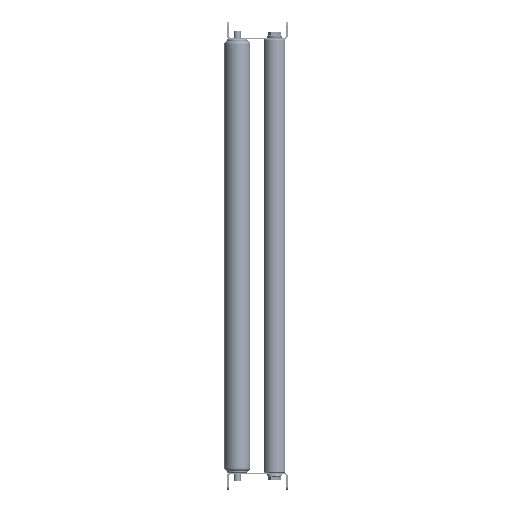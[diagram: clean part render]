
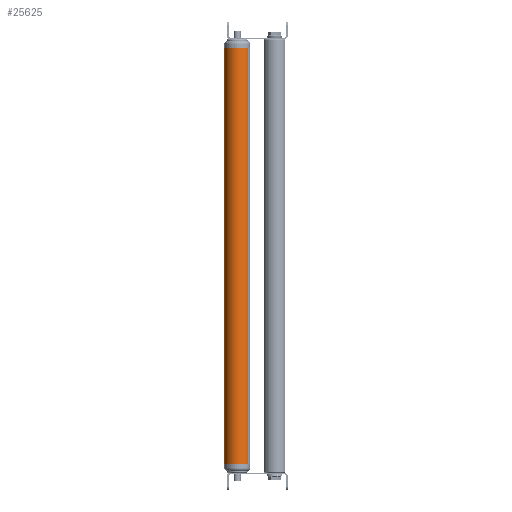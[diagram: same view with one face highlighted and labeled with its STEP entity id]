
A CAD part, left-side view. The second image highlights one B-rep face of the part: STEP entity #25625.
In plain terms, the highlighted cylindrical face has radius 15 mm (diameter 30 mm), a partial arc.
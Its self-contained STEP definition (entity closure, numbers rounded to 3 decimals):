
#2877 = DIRECTION ( 'NONE',  ( 0., 0., -1. ) ) ;
#3606 = EDGE_LOOP ( 'NONE', ( #11875, #15251, #46848, #36809 ) ) ;
#4691 = DIRECTION ( 'NONE',  ( -1., 0., 0. ) ) ;
#5728 = CIRCLE ( 'NONE', #11976, 15. ) ;
#7626 = VERTEX_POINT ( 'NONE', #10115 ) ;
#9247 = DIRECTION ( 'NONE',  ( 0., 0., -1. ) ) ;
#10115 = CARTESIAN_POINT ( 'NONE',  ( 0., 0., 15. ) ) ;
#10558 = AXIS2_PLACEMENT_3D ( 'NONE', #15586, #37652, #14654 ) ;
#10846 = AXIS2_PLACEMENT_3D ( 'NONE', #17048, #13390, #9247 ) ;
#11875 = ORIENTED_EDGE ( 'NONE', *, *, #14064, .F. ) ;
#11976 = AXIS2_PLACEMENT_3D ( 'NONE', #43957, #32485, #2877 ) ;
#12813 = LINE ( 'NONE', #38272, #23361 ) ;
#13010 = CARTESIAN_POINT ( 'NONE',  ( 480., 0., 15. ) ) ;
#13390 = DIRECTION ( 'NONE',  ( 1., 0., 0. ) ) ;
#13521 = CARTESIAN_POINT ( 'NONE',  ( 480., 0., -15. ) ) ;
#14064 = EDGE_CURVE ( 'NONE', #40702, #24700, #5728, .T. ) ;
#14654 = DIRECTION ( 'NONE',  ( 0., 0., 1. ) ) ;
#15251 = ORIENTED_EDGE ( 'NONE', *, *, #37932, .T. ) ;
#15586 = CARTESIAN_POINT ( 'NONE',  ( 480., 0., 0. ) ) ;
#17048 = CARTESIAN_POINT ( 'NONE',  ( 0., 0., 0. ) ) ;
#19255 = FACE_OUTER_BOUND ( 'NONE', #3606, .T. ) ;
#19352 = EDGE_CURVE ( 'NONE', #44860, #7626, #31924, .T. ) ;
#23361 = VECTOR ( 'NONE', #41434, 1000. ) ;
#23738 = CARTESIAN_POINT ( 'NONE',  ( 0., 0., -15. ) ) ;
#24700 = VERTEX_POINT ( 'NONE', #43069 ) ;
#25625 = ADVANCED_FACE ( 'NONE', ( #19255 ), #26134, .T. ) ;
#26134 = CYLINDRICAL_SURFACE ( 'NONE', #10558, 15. ) ;
#29141 = EDGE_CURVE ( 'NONE', #24700, #7626, #34799, .T. ) ;
#31063 = VECTOR ( 'NONE', #4691, 1000. ) ;
#31924 = CIRCLE ( 'NONE', #10846, 15. ) ;
#32485 = DIRECTION ( 'NONE',  ( 1., 0., 0. ) ) ;
#34799 = LINE ( 'NONE', #13010, #31063 ) ;
#36809 = ORIENTED_EDGE ( 'NONE', *, *, #29141, .F. ) ;
#37652 = DIRECTION ( 'NONE',  ( -1., 0., 0. ) ) ;
#37932 = EDGE_CURVE ( 'NONE', #40702, #44860, #12813, .T. ) ;
#38272 = CARTESIAN_POINT ( 'NONE',  ( 480., 0., -15. ) ) ;
#40702 = VERTEX_POINT ( 'NONE', #13521 ) ;
#41434 = DIRECTION ( 'NONE',  ( -1., 0., 0. ) ) ;
#43069 = CARTESIAN_POINT ( 'NONE',  ( 480., 0., 15. ) ) ;
#43957 = CARTESIAN_POINT ( 'NONE',  ( 480., 0., 0. ) ) ;
#44860 = VERTEX_POINT ( 'NONE', #23738 ) ;
#46848 = ORIENTED_EDGE ( 'NONE', *, *, #19352, .T. ) ;
